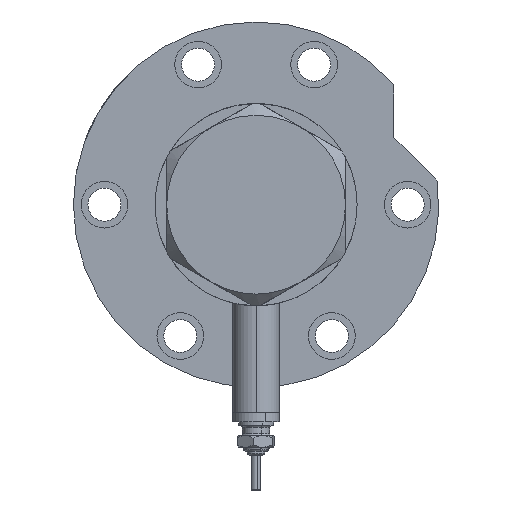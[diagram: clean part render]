
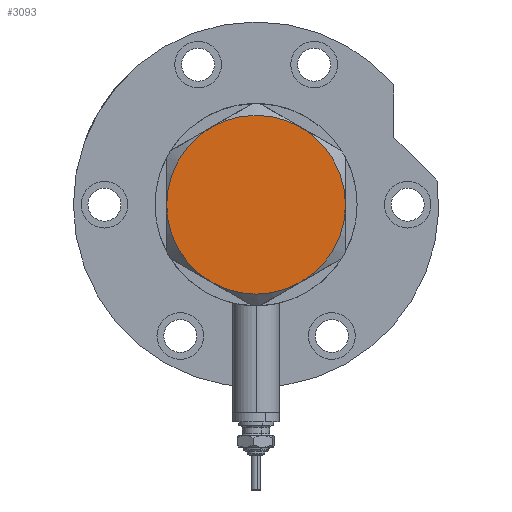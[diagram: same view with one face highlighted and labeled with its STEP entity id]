
A CAD part, left-side view. The second image highlights one B-rep face of the part: STEP entity #3093.
In plain terms, the highlighted face is planar.
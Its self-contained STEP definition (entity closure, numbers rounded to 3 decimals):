
#61 = CARTESIAN_POINT ( 'NONE',  ( 0., 0., 9. ) ) ;
#159 = DIRECTION ( 'NONE',  ( 1., 0., 0. ) ) ;
#191 = DIRECTION ( 'NONE',  ( 0., 0., 1. ) ) ;
#267 = CARTESIAN_POINT ( 'NONE',  ( 0., 0., 9. ) ) ;
#325 = VERTEX_POINT ( 'NONE', #3831 ) ;
#682 = DIRECTION ( 'NONE',  ( 1., 0., 0. ) ) ;
#701 = EDGE_CURVE ( 'NONE', #325, #5009, #3128, .T. ) ;
#786 = PLANE ( 'NONE',  #4081 ) ;
#963 = CARTESIAN_POINT ( 'NONE',  ( 0., 0., 9. ) ) ;
#1131 = VERTEX_POINT ( 'NONE', #7566 ) ;
#1209 = CARTESIAN_POINT ( 'NONE',  ( 0., 0., 9. ) ) ;
#1264 = CIRCLE ( 'NONE', #1924, 23. ) ;
#1387 = ORIENTED_EDGE ( 'NONE', *, *, #3150, .T. ) ;
#1888 = ORIENTED_EDGE ( 'NONE', *, *, #2965, .T. ) ;
#1914 = EDGE_CURVE ( 'NONE', #7893, #5016, #5488, .T. ) ;
#1924 = AXIS2_PLACEMENT_3D ( 'NONE', #1209, #6171, #4780 ) ;
#1928 = DIRECTION ( 'NONE',  ( 1., 0., 0. ) ) ;
#2040 = AXIS2_PLACEMENT_3D ( 'NONE', #267, #2134, #7173 ) ;
#2041 = AXIS2_PLACEMENT_3D ( 'NONE', #6885, #191, #1928 ) ;
#2134 = DIRECTION ( 'NONE',  ( 0., 0., 1. ) ) ;
#2538 = CARTESIAN_POINT ( 'NONE',  ( 0., 0., 9. ) ) ;
#2943 = CARTESIAN_POINT ( 'NONE',  ( 23., 0., 9. ) ) ;
#2965 = EDGE_CURVE ( 'NONE', #7222, #325, #4956, .T. ) ;
#3093 = ADVANCED_FACE ( 'NONE', ( #6316 ), #786, .T. ) ;
#3119 = DIRECTION ( 'NONE',  ( 0., 0., 1. ) ) ;
#3128 = CIRCLE ( 'NONE', #7267, 23. ) ;
#3150 = EDGE_CURVE ( 'NONE', #1131, #7893, #5487, .T. ) ;
#3166 = DIRECTION ( 'NONE',  ( 1., 0., 0. ) ) ;
#3216 = ORIENTED_EDGE ( 'NONE', *, *, #7481, .T. ) ;
#3831 = CARTESIAN_POINT ( 'NONE',  ( -11.5, 19.919, 9. ) ) ;
#3840 = EDGE_CURVE ( 'NONE', #5009, #1131, #1264, .T. ) ;
#3855 = AXIS2_PLACEMENT_3D ( 'NONE', #4235, #4869, #7328 ) ;
#4081 = AXIS2_PLACEMENT_3D ( 'NONE', #61, #3119, #3166 ) ;
#4235 = CARTESIAN_POINT ( 'NONE',  ( 0., 0., 9. ) ) ;
#4441 = ORIENTED_EDGE ( 'NONE', *, *, #3840, .T. ) ;
#4713 = AXIS2_PLACEMENT_3D ( 'NONE', #2538, #5437, #682 ) ;
#4780 = DIRECTION ( 'NONE',  ( 1., 0., 0. ) ) ;
#4831 = CARTESIAN_POINT ( 'NONE',  ( -23., 0., 9. ) ) ;
#4869 = DIRECTION ( 'NONE',  ( 0., 0., 1. ) ) ;
#4956 = CIRCLE ( 'NONE', #4713, 23. ) ;
#5009 = VERTEX_POINT ( 'NONE', #4831 ) ;
#5016 = VERTEX_POINT ( 'NONE', #2943 ) ;
#5381 = CARTESIAN_POINT ( 'NONE',  ( 11.5, 19.919, 9. ) ) ;
#5437 = DIRECTION ( 'NONE',  ( 0., 0., 1. ) ) ;
#5487 = CIRCLE ( 'NONE', #2040, 23. ) ;
#5488 = CIRCLE ( 'NONE', #2041, 23. ) ;
#5655 = DIRECTION ( 'NONE',  ( 0., 0., 1. ) ) ;
#6049 = CIRCLE ( 'NONE', #3855, 23. ) ;
#6171 = DIRECTION ( 'NONE',  ( 0., 0., 1. ) ) ;
#6316 = FACE_OUTER_BOUND ( 'NONE', #7522, .T. ) ;
#6708 = CARTESIAN_POINT ( 'NONE',  ( 11.5, -19.919, 9. ) ) ;
#6885 = CARTESIAN_POINT ( 'NONE',  ( 0., 0., 9. ) ) ;
#7127 = ORIENTED_EDGE ( 'NONE', *, *, #701, .T. ) ;
#7173 = DIRECTION ( 'NONE',  ( 1., 0., 0. ) ) ;
#7222 = VERTEX_POINT ( 'NONE', #5381 ) ;
#7267 = AXIS2_PLACEMENT_3D ( 'NONE', #963, #5655, #159 ) ;
#7328 = DIRECTION ( 'NONE',  ( 1., 0., 0. ) ) ;
#7481 = EDGE_CURVE ( 'NONE', #5016, #7222, #6049, .T. ) ;
#7522 = EDGE_LOOP ( 'NONE', ( #7588, #3216, #1888, #7127, #4441, #1387 ) ) ;
#7566 = CARTESIAN_POINT ( 'NONE',  ( -11.5, -19.919, 9. ) ) ;
#7588 = ORIENTED_EDGE ( 'NONE', *, *, #1914, .T. ) ;
#7893 = VERTEX_POINT ( 'NONE', #6708 ) ;
